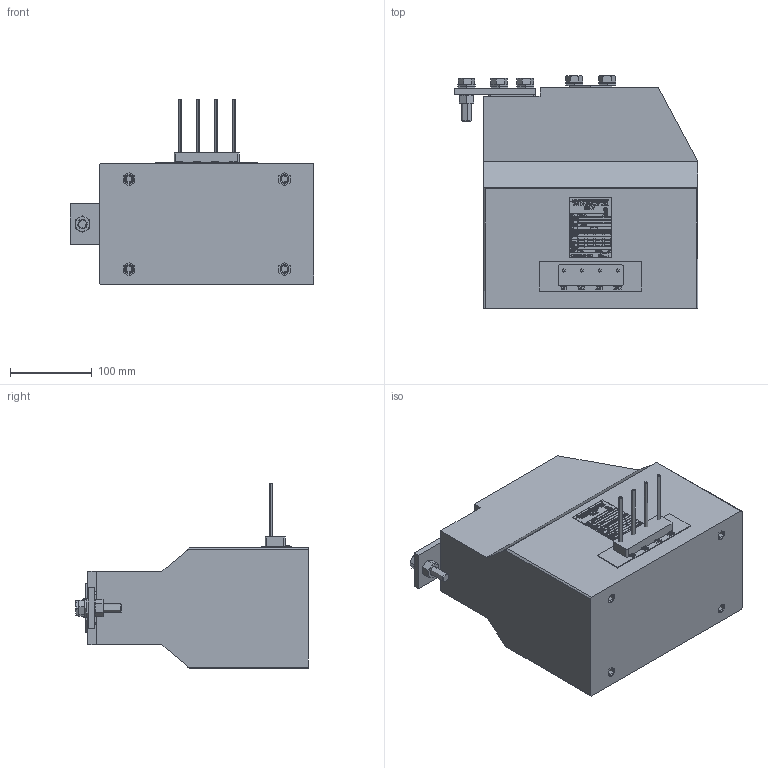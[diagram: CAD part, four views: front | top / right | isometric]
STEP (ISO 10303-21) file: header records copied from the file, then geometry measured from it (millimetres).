
FILE_DESCRIPTION (( 'STEP AP214' ), '1' );
FILE_NAME ('ﾒﾋﾊ-ﾑﾒ-10-ﾒﾂﾋﾌ1 (5ﾀ-800ﾀ).STEP', '2023-07-18T10:49:05', ( '' ), ( '' ), 'SwSTEP 2.0', 'SolidWorks 2014', '' );
FILE_SCHEMA (( 'AUTOMOTIVE_DESIGN' ));
Length unit declared in the file: millimetre
Products named in the file (59): plain washer hardened grade a_din; ïðîâîä^Êîïèÿ Ñáîðêà3_ÈÁËÒ.671213.019-01 ÒËÊ-ÑÒ-10-7; ﾒﾋﾊ-ﾑﾒ-10-ﾒﾂﾋﾌ1 (5ﾀ-800ﾀ); curved spring lock washer_din; 2,5-6-刳-0,3 襞旂 22021-82 蝂麔; Íàêîíå÷íèê ñ ïðîâîäîì_00; hex nut style 1 gradeab_iso; Íàêîíå÷íèê ñ ïðîâîäîì; Êîïèÿ Êîïèÿ Ñáîðêà3^Ñáîðêà2; èçîë ïðîâ^Êîïèÿ Ñáîðêà3_ÈÁËÒ.671213.019-01 ÒËÊ-ÑÒ-10-7; ÂÅÈÓ.754312.182À Òàáëè÷êà òåõíè÷åñêèõ äàííûõ ÒËÊ-ÑÒ__-00; hex screw gradec_iso; hex nut style 1 gradeab_iso_Hexagon Nut ISO - 4032 - M12 - D - N; hex screw gradec_iso_ISO 4018 - M12 x 45-NN; hex screw gradec_iso_ISO 4018 - M12 x 30-NN; 屡扔.745211.002 袜觐礤黜桕; plain washer hardened grade a_din_Washer DIN 125 - A 13 - 300HV; 屡扔.757465.006 袜觐礤黜桕; curved spring lock washer_din_Spring washer DIN 128 - A12; íàêîíå÷êèê-òëì; ÂÅÈÓ.754312.182À Òàáëè÷êà òåõíè÷åñêèõ äàííûõ ÒËÊ-ÑÒ_; ÂÅÈÓ.758472.005 Ãàéêà ñïåöèàëüíàÿ Ì10; ������ ����_5�-800�-�; 扻豵鵨 畟佮
Assembly tree (41 placements, depth 4):
  plain washer hardened grade a_din
  ïðîâîä^Êîïèÿ Ñáîðêà3_ÈÁËÒ.671213.019-01 ÒËÊ-ÑÒ-10-7
  ﾒﾋﾊ-ﾑﾒ-10-ﾒﾂﾋﾌ1 (5ﾀ-800ﾀ)
    ������ ����_5�-800�-�
    ÂÅÈÓ.758472.005 Ãàéêà ñïåöèàëüíàÿ Ì10  x4
    íàêîíå÷êèê-òëì
    屡扔.757465.006 袜觐礤黜桕
    屡扔.745211.002 袜觐礤黜桕
    curved spring lock washer_din_Spring washer DIN 128 - A12  x5
    plain washer hardened grade a_din_Washer DIN 125 - A 13 - 300HV  x5
    hex screw gradec_iso_ISO 4018 - M12 x 30-NN  x4
    hex screw gradec_iso_ISO 4018 - M12 x 45-NN
    hex nut style 1 gradeab_iso_Hexagon Nut ISO - 4032 - M12 - D - N
    ÂÅÈÓ.754312.182À Òàáëè÷êà òåõíè÷åñêèõ äàííûõ ÒËÊ-ÑÒ__-00
    Íàêîíå÷íèê ñ ïðîâîäîì_00  x4
      2,5-6-刳-0,3 襞旂 22021-82 蝂麔
      Êîïèÿ Êîïèÿ Ñáîðêà3^Ñáîðêà2
        ïðîâîä^Êîïèÿ Ñáîðêà3_ÈÁËÒ.671213.019-01 ÒËÊ-ÑÒ-10-7
        èçîë ïðîâ^Êîïèÿ Ñáîðêà3_ÈÁËÒ.671213.019-01 ÒËÊ-ÑÒ-10-7
  curved spring lock washer_din
  ﾒﾋﾊ-ﾑﾒ-10-ﾒﾂﾋﾌ1 (5ﾀ-800ﾀ)
    Íàêîíå÷íèê ñ ïðîâîäîì
      2,5-6-刳-0,3 襞旂 22021-82 蝂麔
    Íàêîíå÷íèê ñ ïðîâîäîì
      2,5-6-刳-0,3 襞旂 22021-82 蝂麔
    Íàêîíå÷íèê ñ ïðîâîäîì
      2,5-6-刳-0,3 襞旂 22021-82 蝂麔
    Íàêîíå÷íèê ñ ïðîâîäîì
      2,5-6-刳-0,3 襞旂 22021-82 蝂麔
Bounding box: 298 x 284.55 x 226.6 mm (x, y, z)
Volume: 8757830.9 mm3; surface area: 365527.8 mm2
Topology: 37 solids, 42 shells, 3508 faces, 9155 edges, 6046 vertices
Faces by surface type: plane 2110, bspline 1036, cylinder 228, cone 116, torus 18
Entity records: 177345 total; most frequent: CARTESIAN_POINT 74363, ORIENTED_EDGE 16962, DIRECTION 11151, EDGE_CURVE 8481, LINE 5997, VECTOR 5997, VERTEX_POINT 5627, EDGE_LOOP 3536
